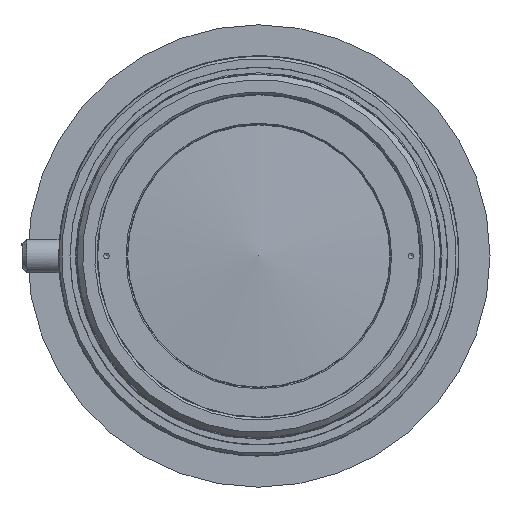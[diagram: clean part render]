
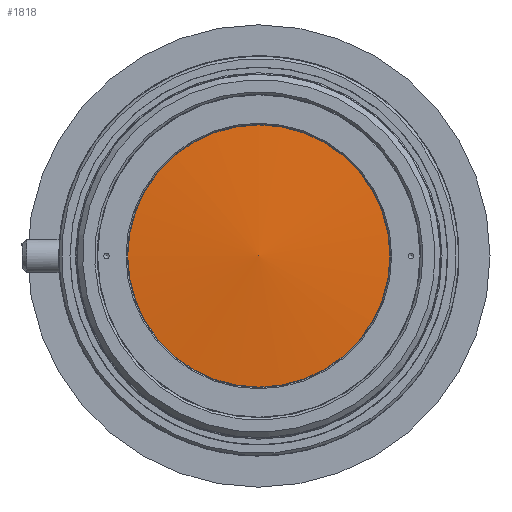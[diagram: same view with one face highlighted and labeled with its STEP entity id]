
A CAD part, left-side view. The second image highlights one B-rep face of the part: STEP entity #1818.
In plain terms, the highlighted spherical face has radius 163.039 mm.
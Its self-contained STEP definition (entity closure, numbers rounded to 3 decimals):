
#149=SPHERICAL_SURFACE('',#12864,163.039);
#153=VERTEX_LOOP('',#9329);
#1818=ADVANCED_FACE('',(#4108,#4109),#149,.T.);
#4108=FACE_BOUND('',#4856,.T.);
#4109=FACE_BOUND('',#153,.T.);
#4856=EDGE_LOOP('',(#6260));
#6260=ORIENTED_EDGE('',*,*,#10831,.T.);
#9328=VERTEX_POINT('',#17530);
#9329=VERTEX_POINT('',#17531);
#10831=EDGE_CURVE('',#9328,#9328,#12330,.T.);
#12330=CIRCLE('',#12863,23.343);
#12863=AXIS2_PLACEMENT_3D('',#17529,#14393,#14394);
#12864=AXIS2_PLACEMENT_3D('',#17532,#14395,#14396);
#14393=DIRECTION('',(-1.,0.,0.));
#14394=DIRECTION('',(0.,0.,-1.));
#14395=DIRECTION('',(-1.,0.,0.));
#14396=DIRECTION('',(0.,1.,0.));
#17529=CARTESIAN_POINT('',(-275.719,0.,0.));
#17530=CARTESIAN_POINT('',(-275.719,0.,-23.343));
#17531=CARTESIAN_POINT('',(-277.398,0.,0.));
#17532=CARTESIAN_POINT('',(-114.359,0.,0.));
